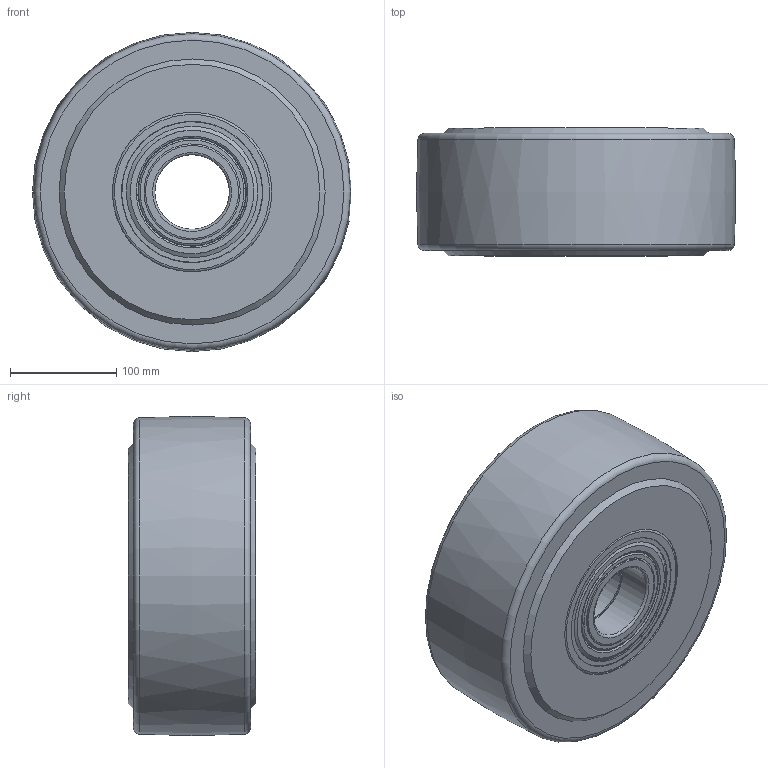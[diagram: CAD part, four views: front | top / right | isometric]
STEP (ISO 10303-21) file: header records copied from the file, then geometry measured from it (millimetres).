
FILE_DESCRIPTION(/* description */ ('','CAx-IF Rec.Pracs.---Representation and Presentation of Product Manufacturing Information (PMI)---4.0---2014-10-13'),/* implementation_level */ '2;1');
FILE_NAME(/* name */ 'BZXXH300WNYBJM70HD.step',/* time_stamp */ '2024-12-03T10:50:21Z',/* author */ (''),/* organization */ (''),/* preprocessor_version */ 'ST-DEVELOPER v20',/* originating_system */ 'Autodesk Translation Framework v13.20.0.188',/* authorisation */ '');
FILE_SCHEMA (('AP242_MANAGED_MODEL_BASED_3D_ENGINEERING_MIM_LF { 1 0 10303 442 1 1 4 }'));
Length unit declared in the file: millimetre
Products named in the file (5): BZXXH300WNYBJM70HD; NYLON WHEEL; BEARING SPACER; BEARING6314; BEARING6314 (1)
Assembly tree (4 placements, depth 2):
  BZXXH300WNYBJM70HD
    NYLON WHEEL
    BEARING SPACER
    BEARING6314
    BEARING6314 (1)
Bounding box: 299.85 x 120 x 300 mm (x, y, z)
Volume: 6860761.4 mm3; surface area: 561402.8 mm2
Topology: 12 solids, 12 shells, 178 faces, 344 edges, 226 vertices
Faces by surface type: plane 60, torus 38, cone 34, cylinder 29, sphere 16, bspline 1
Full cylindrical faces by diameter (mm): 70 x3, 80 x1, 87.4 x4, 90.46 x4, 102.38 x4, 117.62 x4, 123.497 x4, 140 x1, 150 x4
Entity records: 4747 total; most frequent: DIRECTION 933, CARTESIAN_POINT 751, ORIENTED_EDGE 624, AXIS2_PLACEMENT_3D 435, EDGE_CURVE 312, EDGE_LOOP 270, VERTEX_POINT 226, CIRCLE 217
